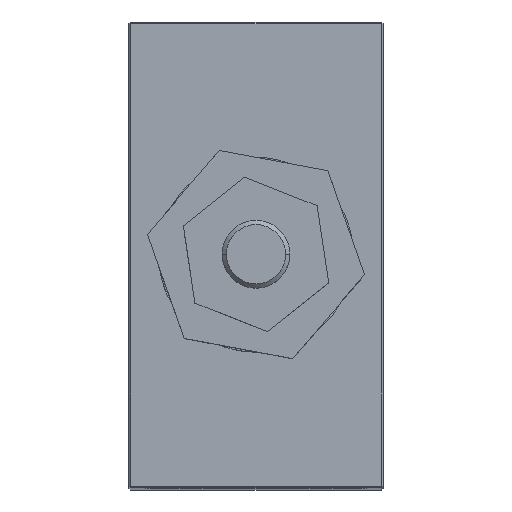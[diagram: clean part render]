
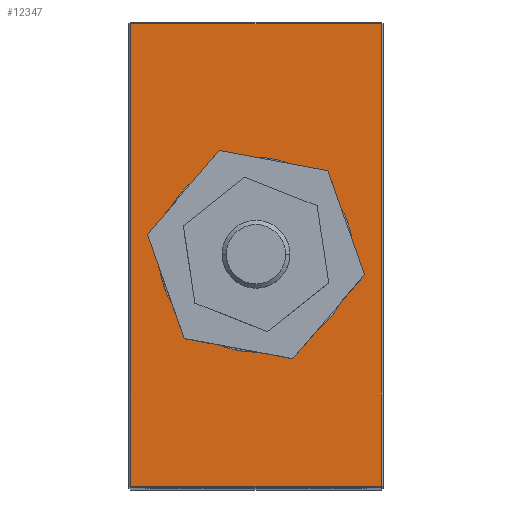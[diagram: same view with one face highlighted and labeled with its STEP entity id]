
A CAD part, top view. The second image highlights one B-rep face of the part: STEP entity #12347.
In plain terms, the highlighted planar face has unit normal (0, 0, 1).
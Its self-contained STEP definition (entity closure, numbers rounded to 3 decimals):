
#136 = DIRECTION ( 'NONE',  ( 0., 0., 1. ) ) ;
#429 = CARTESIAN_POINT ( 'NONE',  ( 30., 54.958, 46.656 ) ) ;
#1084 = DIRECTION ( 'NONE',  ( 0., 1., 0. ) ) ;
#1201 = CARTESIAN_POINT ( 'NONE',  ( 26.5, 27.658, 46.656 ) ) ;
#1434 = AXIS2_PLACEMENT_3D ( 'NONE', #25284, #136, #8616 ) ;
#1476 = DIRECTION ( 'NONE',  ( 1., 0., 0. ) ) ;
#2595 = VECTOR ( 'NONE', #14801, 1000. ) ;
#3170 = CARTESIAN_POINT ( 'NONE',  ( 3.5, 27.658, 46.656 ) ) ;
#3234 = EDGE_LOOP ( 'NONE', ( #8790, #14027 ) ) ;
#3628 = ORIENTED_EDGE ( 'NONE', *, *, #5560, .T. ) ;
#3671 = VERTEX_POINT ( 'NONE', #9372 ) ;
#4754 = LINE ( 'NONE', #429, #2595 ) ;
#5264 = ORIENTED_EDGE ( 'NONE', *, *, #7346, .T. ) ;
#5560 = EDGE_CURVE ( 'NONE', #6898, #3671, #4754, .T. ) ;
#5698 = EDGE_CURVE ( 'NONE', #13649, #23538, #20296, .T. ) ;
#6576 = CARTESIAN_POINT ( 'NONE',  ( 0.2, 55.158, 46.656 ) ) ;
#6583 = VERTEX_POINT ( 'NONE', #1201 ) ;
#6898 = VERTEX_POINT ( 'NONE', #14115 ) ;
#7279 = DIRECTION ( 'NONE',  ( 0., 0., -1. ) ) ;
#7346 = EDGE_CURVE ( 'NONE', #3671, #13649, #12538, .T. ) ;
#8616 = DIRECTION ( 'NONE',  ( 1., 0., 0. ) ) ;
#8654 = AXIS2_PLACEMENT_3D ( 'NONE', #25428, #7279, #23531 ) ;
#8790 = ORIENTED_EDGE ( 'NONE', *, *, #19417, .F. ) ;
#9168 = PLANE ( 'NONE',  #8654 ) ;
#9372 = CARTESIAN_POINT ( 'NONE',  ( 0.2, 54.958, 46.656 ) ) ;
#10306 = CIRCLE ( 'NONE', #16797, 11.5 ) ;
#11633 = LINE ( 'NONE', #19912, #19173 ) ;
#12336 = CARTESIAN_POINT ( 'NONE',  ( 15., 27.658, 46.656 ) ) ;
#12347 = ADVANCED_FACE ( 'NONE', ( #25560, #15293 ), #9168, .F. ) ;
#12538 = LINE ( 'NONE', #6576, #20380 ) ;
#13649 = VERTEX_POINT ( 'NONE', #18246 ) ;
#14027 = ORIENTED_EDGE ( 'NONE', *, *, #25347, .F. ) ;
#14115 = CARTESIAN_POINT ( 'NONE',  ( 29.8, 54.958, 46.656 ) ) ;
#14648 = ORIENTED_EDGE ( 'NONE', *, *, #5698, .T. ) ;
#14801 = DIRECTION ( 'NONE',  ( -1., 0., 0. ) ) ;
#15293 = FACE_BOUND ( 'NONE', #3234, .T. ) ;
#16797 = AXIS2_PLACEMENT_3D ( 'NONE', #12336, #21859, #22126 ) ;
#18180 = ORIENTED_EDGE ( 'NONE', *, *, #20125, .T. ) ;
#18246 = CARTESIAN_POINT ( 'NONE',  ( 0.2, 0.358, 46.656 ) ) ;
#18680 = CARTESIAN_POINT ( 'NONE',  ( 29.8, 0.358, 46.656 ) ) ;
#19173 = VECTOR ( 'NONE', #1084, 1000. ) ;
#19417 = EDGE_CURVE ( 'NONE', #20836, #6583, #23470, .T. ) ;
#19912 = CARTESIAN_POINT ( 'NONE',  ( 29.8, 55.158, 46.656 ) ) ;
#20125 = EDGE_CURVE ( 'NONE', #23538, #6898, #11633, .T. ) ;
#20296 = LINE ( 'NONE', #25969, #24672 ) ;
#20380 = VECTOR ( 'NONE', #24863, 1000. ) ;
#20836 = VERTEX_POINT ( 'NONE', #3170 ) ;
#21859 = DIRECTION ( 'NONE',  ( 0., 0., 1. ) ) ;
#22126 = DIRECTION ( 'NONE',  ( 1., 0., 0. ) ) ;
#23470 = CIRCLE ( 'NONE', #1434, 11.5 ) ;
#23531 = DIRECTION ( 'NONE',  ( 0., 1., 0. ) ) ;
#23538 = VERTEX_POINT ( 'NONE', #18680 ) ;
#24672 = VECTOR ( 'NONE', #1476, 1000. ) ;
#24863 = DIRECTION ( 'NONE',  ( 0., -1., 0. ) ) ;
#25284 = CARTESIAN_POINT ( 'NONE',  ( 15., 27.658, 46.656 ) ) ;
#25347 = EDGE_CURVE ( 'NONE', #6583, #20836, #10306, .T. ) ;
#25428 = CARTESIAN_POINT ( 'NONE',  ( 30., 55.158, 46.656 ) ) ;
#25560 = FACE_OUTER_BOUND ( 'NONE', #26688, .T. ) ;
#25969 = CARTESIAN_POINT ( 'NONE',  ( 30., 0.358, 46.656 ) ) ;
#26688 = EDGE_LOOP ( 'NONE', ( #14648, #18180, #3628, #5264 ) ) ;
